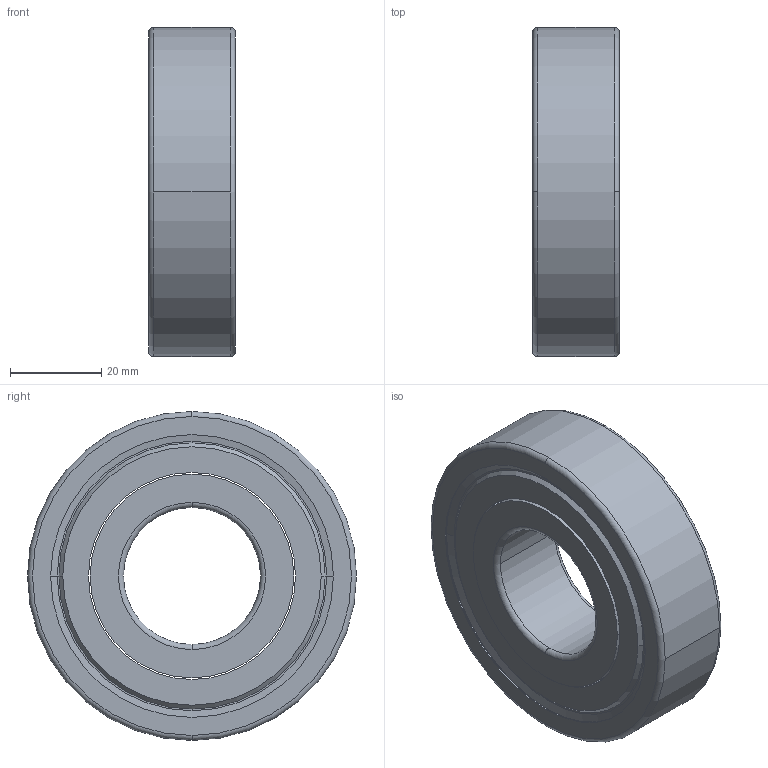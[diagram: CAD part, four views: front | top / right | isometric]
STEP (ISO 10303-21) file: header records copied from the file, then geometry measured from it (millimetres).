
FILE_DESCRIPTION(('STEP AP214'),'1');
FILE_NAME('6306-2z_c4.stp','2025-07-31T23:52:54',('TraceParts'),('TraceParts S.A.'),'Spatial InterOp 3D',' ',' ');
FILE_SCHEMA(('AUTOMOTIVE_DESIGN { 1 0 10303 214 1 1 1 1 }'));
Length unit declared in the file: millimetre
Products named in the file (1): SKF_bearing_6306-2Z_2_1
Bounding box: 19 x 72 x 72 mm (x, y, z)
Volume: 43798 mm3; surface area: 27985.4 mm2
Topology: 5 solids, 5 shells, 118 faces, 292 edges, 172 vertices
Faces by surface type: torus 40, cylinder 28, cone 20, sphere 16, plane 14
Entity records: 3884 total; most frequent: CARTESIAN_POINT 1099, DIRECTION 654, ORIENTED_EDGE 520, AXIS2_PLACEMENT_3D 303, EDGE_CURVE 260, CIRCLE 180, VERTEX_POINT 172, EDGE_LOOP 148
